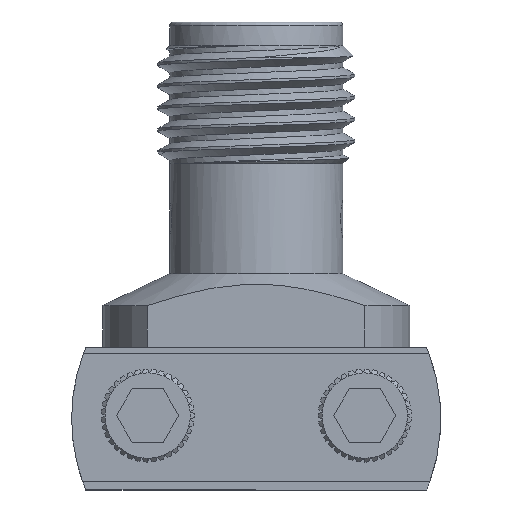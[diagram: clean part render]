
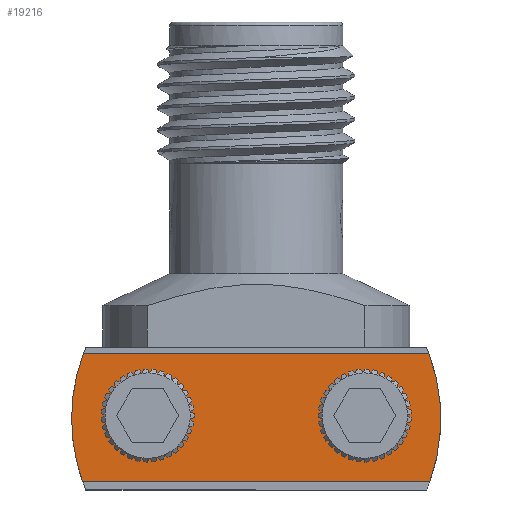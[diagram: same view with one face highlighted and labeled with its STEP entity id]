
A CAD part, front view. The second image highlights one B-rep face of the part: STEP entity #19216.
In plain terms, the highlighted planar face has unit normal (0, -1, 0).
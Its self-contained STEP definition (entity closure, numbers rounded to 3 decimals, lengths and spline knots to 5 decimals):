
#434 = VERTEX_POINT ( 'NONE', #12798 ) ;
#522 = AXIS2_PLACEMENT_3D ( 'NONE', #3345, #31065, #5919 ) ;
#687 = EDGE_LOOP ( 'NONE', ( #18971, #14976 ) ) ;
#857 = EDGE_CURVE ( 'NONE', #434, #1644, #31135, .T. ) ;
#1396 = VERTEX_POINT ( 'NONE', #12320 ) ;
#1644 = VERTEX_POINT ( 'NONE', #5944 ) ;
#2578 = CARTESIAN_POINT ( 'NONE',  ( 0.22039, -0.10874, -0.30226 ) ) ;
#2664 = EDGE_LOOP ( 'NONE', ( #15532, #4370 ) ) ;
#3011 = DIRECTION ( 'NONE',  ( 1., 0., 0. ) ) ;
#3016 = DIRECTION ( 'NONE',  ( 0., 1., 0. ) ) ;
#3345 = CARTESIAN_POINT ( 'NONE',  ( 0.1378, -0.10874, -0.21893 ) ) ;
#4196 = ORIENTED_EDGE ( 'NONE', *, *, #857, .F. ) ;
#4211 = EDGE_CURVE ( 'NONE', #31444, #24032, #11913, .T. ) ;
#4356 = CARTESIAN_POINT ( 'NONE',  ( 0.17429, -0.10874, -0.21893 ) ) ;
#4370 = ORIENTED_EDGE ( 'NONE', *, *, #9168, .T. ) ;
#5699 = PLANE ( 'NONE',  #27061 ) ;
#5919 = DIRECTION ( 'NONE',  ( 1., 0., 0. ) ) ;
#5944 = CARTESIAN_POINT ( 'NONE',  ( -0.21918, -0.10874, -0.14019 ) ) ;
#6130 = CARTESIAN_POINT ( 'NONE',  ( 0., -0.10874, -0.14019 ) ) ;
#6301 = VECTOR ( 'NONE', #11511, 39.37008 ) ;
#6875 = DIRECTION ( 'NONE',  ( -1., 0., 0. ) ) ;
#6985 = DIRECTION ( 'NONE',  ( 0., 1., 0. ) ) ;
#7075 = AXIS2_PLACEMENT_3D ( 'NONE', #18196, #15834, #3011 ) ;
#7129 = ORIENTED_EDGE ( 'NONE', *, *, #8295, .F. ) ;
#7261 = VECTOR ( 'NONE', #14903, 39.37008 ) ;
#7263 = AXIS2_PLACEMENT_3D ( 'NONE', #14710, #17513, #32938 ) ;
#7540 = CIRCLE ( 'NONE', #522, 0.0365 ) ;
#8097 = CARTESIAN_POINT ( 'NONE',  ( 0.1013, -0.10874, -0.21893 ) ) ;
#8295 = EDGE_CURVE ( 'NONE', #31526, #25719, #14860, .T. ) ;
#8511 = CARTESIAN_POINT ( 'NONE',  ( -0.17429, -0.10874, -0.21893 ) ) ;
#8905 = VERTEX_POINT ( 'NONE', #8097 ) ;
#9168 = EDGE_CURVE ( 'NONE', #19391, #8905, #28330, .T. ) ;
#9583 = CARTESIAN_POINT ( 'NONE',  ( 0., -0.10874, -0.22287 ) ) ;
#10206 = CIRCLE ( 'NONE', #27823, 0.23425 ) ;
#11313 = EDGE_CURVE ( 'NONE', #25719, #1396, #29889, .T. ) ;
#11511 = DIRECTION ( 'NONE',  ( 1., 0., 0. ) ) ;
#11590 = AXIS2_PLACEMENT_3D ( 'NONE', #27572, #20130, #19922 ) ;
#11913 = CIRCLE ( 'NONE', #7075, 0.0365 ) ;
#12260 = ORIENTED_EDGE ( 'NONE', *, *, #14552, .F. ) ;
#12320 = CARTESIAN_POINT ( 'NONE',  ( -0.22039, -0.10874, -0.30226 ) ) ;
#12798 = CARTESIAN_POINT ( 'NONE',  ( -0.23425, -0.10874, -0.22287 ) ) ;
#14098 = ORIENTED_EDGE ( 'NONE', *, *, #11313, .F. ) ;
#14552 = EDGE_CURVE ( 'NONE', #1644, #31526, #22174, .T. ) ;
#14710 = CARTESIAN_POINT ( 'NONE',  ( -0.1378, -0.10874, -0.21893 ) ) ;
#14772 = DIRECTION ( 'NONE',  ( -1., 0., 0. ) ) ;
#14860 = CIRCLE ( 'NONE', #26474, 0.23425 ) ;
#14903 = DIRECTION ( 'NONE',  ( -1., 0., 0. ) ) ;
#14976 = ORIENTED_EDGE ( 'NONE', *, *, #27310, .T. ) ;
#15532 = ORIENTED_EDGE ( 'NONE', *, *, #20662, .T. ) ;
#15556 = FACE_OUTER_BOUND ( 'NONE', #21010, .T. ) ;
#15597 = EDGE_CURVE ( 'NONE', #1396, #434, #10206, .T. ) ;
#15834 = DIRECTION ( 'NONE',  ( 0., 1., 0. ) ) ;
#17513 = DIRECTION ( 'NONE',  ( 0., 1., 0. ) ) ;
#18079 = ORIENTED_EDGE ( 'NONE', *, *, #15597, .F. ) ;
#18196 = CARTESIAN_POINT ( 'NONE',  ( -0.1378, -0.10874, -0.21893 ) ) ;
#18357 = FACE_BOUND ( 'NONE', #687, .T. ) ;
#18971 = ORIENTED_EDGE ( 'NONE', *, *, #4211, .T. ) ;
#19112 = DIRECTION ( 'NONE',  ( -1., 0., 0. ) ) ;
#19130 = CARTESIAN_POINT ( 'NONE',  ( 0.21918, -0.10874, -0.14019 ) ) ;
#19216 = ADVANCED_FACE ( 'NONE', ( #18357, #30270, #15556 ), #5699, .F. ) ;
#19391 = VERTEX_POINT ( 'NONE', #4356 ) ;
#19922 = DIRECTION ( 'NONE',  ( 1., 0., 0. ) ) ;
#20130 = DIRECTION ( 'NONE',  ( 0., 1., 0. ) ) ;
#20662 = EDGE_CURVE ( 'NONE', #8905, #19391, #7540, .T. ) ;
#21010 = EDGE_LOOP ( 'NONE', ( #14098, #7129, #12260, #4196, #18079 ) ) ;
#22174 = LINE ( 'NONE', #6130, #6301 ) ;
#22567 = DIRECTION ( 'NONE',  ( 0., 1., 0. ) ) ;
#22828 = CIRCLE ( 'NONE', #7263, 0.0365 ) ;
#23282 = DIRECTION ( 'NONE',  ( 1., 0., 0. ) ) ;
#24032 = VERTEX_POINT ( 'NONE', #28123 ) ;
#24436 = AXIS2_PLACEMENT_3D ( 'NONE', #29485, #6985, #6875 ) ;
#25719 = VERTEX_POINT ( 'NONE', #2578 ) ;
#26474 = AXIS2_PLACEMENT_3D ( 'NONE', #9583, #32342, #19112 ) ;
#27061 = AXIS2_PLACEMENT_3D ( 'NONE', #30852, #3016, #23282 ) ;
#27310 = EDGE_CURVE ( 'NONE', #24032, #31444, #22828, .T. ) ;
#27562 = CARTESIAN_POINT ( 'NONE',  ( 0., -0.10874, -0.30226 ) ) ;
#27572 = CARTESIAN_POINT ( 'NONE',  ( 0.1378, -0.10874, -0.21893 ) ) ;
#27823 = AXIS2_PLACEMENT_3D ( 'NONE', #29901, #22567, #14772 ) ;
#28123 = CARTESIAN_POINT ( 'NONE',  ( -0.1013, -0.10874, -0.21893 ) ) ;
#28330 = CIRCLE ( 'NONE', #11590, 0.0365 ) ;
#29485 = CARTESIAN_POINT ( 'NONE',  ( 0., -0.10874, -0.22287 ) ) ;
#29889 = LINE ( 'NONE', #27562, #7261 ) ;
#29901 = CARTESIAN_POINT ( 'NONE',  ( 0., -0.10874, -0.22287 ) ) ;
#30270 = FACE_BOUND ( 'NONE', #2664, .T. ) ;
#30852 = CARTESIAN_POINT ( 'NONE',  ( 0., -0.10874, -0.22287 ) ) ;
#31065 = DIRECTION ( 'NONE',  ( 0., 1., 0. ) ) ;
#31135 = CIRCLE ( 'NONE', #24436, 0.23425 ) ;
#31444 = VERTEX_POINT ( 'NONE', #8511 ) ;
#31526 = VERTEX_POINT ( 'NONE', #19130 ) ;
#32342 = DIRECTION ( 'NONE',  ( 0., 1., 0. ) ) ;
#32938 = DIRECTION ( 'NONE',  ( 1., 0., 0. ) ) ;
